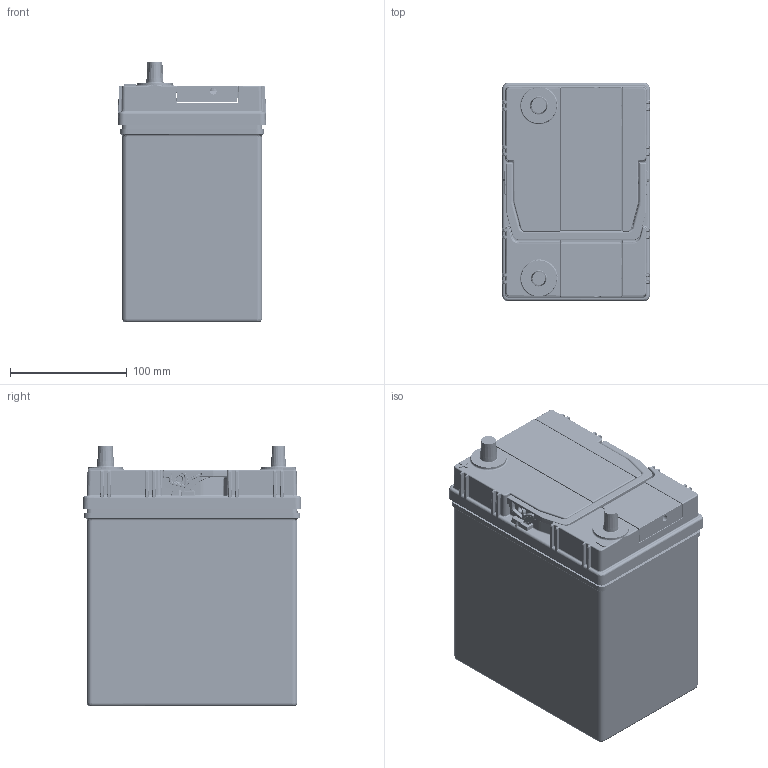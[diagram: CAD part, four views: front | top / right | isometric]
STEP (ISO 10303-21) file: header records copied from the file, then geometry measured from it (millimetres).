
FILE_DESCRIPTION(/* description */ (''),/* implementation_level */ '2;1');
FILE_NAME(/* name */ 'B19R',/* time_stamp */ '2017-04-12T14:57:02+08:00',/* author */ (''),/* organization */ (''),/* preprocessor_version */ 'ST-DEVELOPER v9',/* originating_system */ 'EDS PLM SOLUTIONS - UNIGRAPHICS NX 2.0',/* authorisation */ '');
FILE_SCHEMA (('AUTOMOTIVE_DESIGN { 1 0 10303 214 0 1 1 1 }'));
Products named in the file (1): bxus2B0Eaa1o
Bounding box: 126.5 x 186.7 x 223 mm (x, y, z)
Volume: 718355.4 mm3; surface area: 657078 mm2
Topology: 10 solids, 18 shells, 7201 faces, 17900 edges, 10391 vertices
Faces by surface type: cylinder 2907, plane 1965, bspline 1790, cone 180, torus 176, sphere 167, revolution 14, extrusion 2
Full cylindrical faces by diameter (mm): 0.91 x56, 5.8 x2, 10.45 x2, 16.002 x12, 19.05 x6, 19.5 x4, 20.396 x1, 24.003 x1
Entity records: 332036 total; most frequent: CARTESIAN_POINT 187270, ORIENTED_EDGE 34248, DIRECTION 22132, EDGE_CURVE 17124, VERTEX_POINT 10308, B_SPLINE_CURVE_WITH_KNOTS 7895, AXIS2_PLACEMENT_3D 7676, EDGE_LOOP 7572
